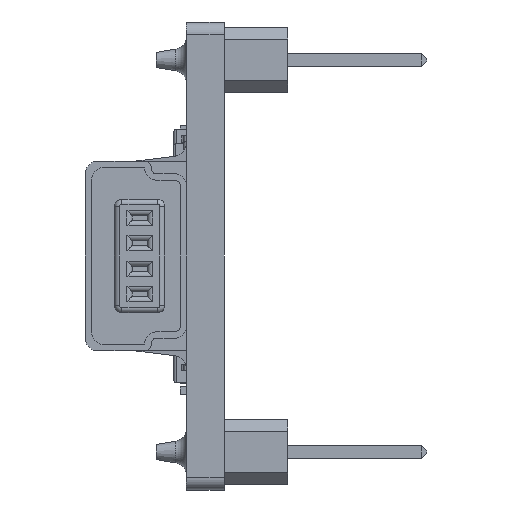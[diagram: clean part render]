
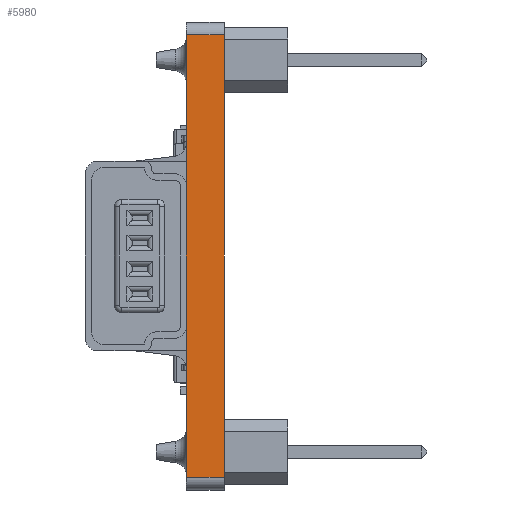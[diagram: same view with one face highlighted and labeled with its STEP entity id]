
A CAD part, left-side view. The second image highlights one B-rep face of the part: STEP entity #5980.
In plain terms, the highlighted planar face has unit normal (-1, 0, 0).
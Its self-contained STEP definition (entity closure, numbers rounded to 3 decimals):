
#145 = VERTEX_POINT ( 'NONE', #6693 ) ;
#703 = VERTEX_POINT ( 'NONE', #36176 ) ;
#1454 = EDGE_CURVE ( 'NONE', #31167, #2134, #7626, .T. ) ;
#1608 = ORIENTED_EDGE ( 'NONE', *, *, #31277, .F. ) ;
#1815 = VECTOR ( 'NONE', #29326, 1000. ) ;
#2134 = VERTEX_POINT ( 'NONE', #31441 ) ;
#3281 = LINE ( 'NONE', #29136, #24810 ) ;
#3301 = VECTOR ( 'NONE', #17231, 1000. ) ;
#3536 = VECTOR ( 'NONE', #33244, 1000. ) ;
#3715 = VECTOR ( 'NONE', #4720, 1000. ) ;
#4019 = LINE ( 'NONE', #26547, #1815 ) ;
#4720 = DIRECTION ( 'NONE',  ( 0., 0., 1. ) ) ;
#5116 = LINE ( 'NONE', #20106, #3301 ) ;
#5980 = ADVANCED_FACE ( 'NONE', ( #24508 ), #10446, .F. ) ;
#6693 = CARTESIAN_POINT ( 'NONE',  ( -22., 1.5, -2.85 ) ) ;
#7626 = LINE ( 'NONE', #20057, #21097 ) ;
#8100 = EDGE_CURVE ( 'NONE', #703, #33729, #4019, .T. ) ;
#8627 = DIRECTION ( 'NONE',  ( 0., 1., 0. ) ) ;
#8714 = CARTESIAN_POINT ( 'NONE',  ( -22., 1.5, 2.85 ) ) ;
#9423 = DIRECTION ( 'NONE',  ( 0., 0., 1. ) ) ;
#10395 = CARTESIAN_POINT ( 'NONE',  ( -22., 1.5, 9.25 ) ) ;
#10446 = PLANE ( 'NONE',  #23945 ) ;
#11568 = EDGE_CURVE ( 'NONE', #703, #145, #5116, .T. ) ;
#12261 = ORIENTED_EDGE ( 'NONE', *, *, #29153, .F. ) ;
#13200 = ORIENTED_EDGE ( 'NONE', *, *, #11568, .F. ) ;
#14845 = VERTEX_POINT ( 'NONE', #8714 ) ;
#15849 = CARTESIAN_POINT ( 'NONE',  ( -22., 1.5, 9.25 ) ) ;
#17231 = DIRECTION ( 'NONE',  ( 0., 0., 1. ) ) ;
#18716 = DIRECTION ( 'NONE',  ( 0., 0., -1. ) ) ;
#18801 = LINE ( 'NONE', #10395, #3536 ) ;
#18828 = ORIENTED_EDGE ( 'NONE', *, *, #1454, .T. ) ;
#18973 = ORIENTED_EDGE ( 'NONE', *, *, #8100, .T. ) ;
#19079 = DIRECTION ( 'NONE',  ( 1., 0., 0. ) ) ;
#20057 = CARTESIAN_POINT ( 'NONE',  ( -22., 1.5, 8.75 ) ) ;
#20106 = CARTESIAN_POINT ( 'NONE',  ( -22., 1.5, 9.25 ) ) ;
#21097 = VECTOR ( 'NONE', #8627, 1000. ) ;
#21748 = EDGE_CURVE ( 'NONE', #33729, #31167, #32472, .T. ) ;
#21840 = ORIENTED_EDGE ( 'NONE', *, *, #21748, .T. ) ;
#23945 = AXIS2_PLACEMENT_3D ( 'NONE', #15849, #19079, #18716 ) ;
#24508 = FACE_OUTER_BOUND ( 'NONE', #35528, .T. ) ;
#24810 = VECTOR ( 'NONE', #9423, 1000. ) ;
#26547 = CARTESIAN_POINT ( 'NONE',  ( -22., 1.5, -8.75 ) ) ;
#29136 = CARTESIAN_POINT ( 'NONE',  ( -22., 1.5, 9.25 ) ) ;
#29153 = EDGE_CURVE ( 'NONE', #14845, #2134, #3281, .T. ) ;
#29326 = DIRECTION ( 'NONE',  ( 0., -1., 0. ) ) ;
#30910 = CARTESIAN_POINT ( 'NONE',  ( -22., 0., -8.75 ) ) ;
#31167 = VERTEX_POINT ( 'NONE', #35141 ) ;
#31277 = EDGE_CURVE ( 'NONE', #145, #14845, #18801, .T. ) ;
#31441 = CARTESIAN_POINT ( 'NONE',  ( -22., 1.5, 8.75 ) ) ;
#32472 = LINE ( 'NONE', #33341, #3715 ) ;
#33244 = DIRECTION ( 'NONE',  ( 0., 0., 1. ) ) ;
#33341 = CARTESIAN_POINT ( 'NONE',  ( -22., 0., 9.25 ) ) ;
#33729 = VERTEX_POINT ( 'NONE', #30910 ) ;
#35141 = CARTESIAN_POINT ( 'NONE',  ( -22., 0., 8.75 ) ) ;
#35528 = EDGE_LOOP ( 'NONE', ( #13200, #18973, #21840, #18828, #12261, #1608 ) ) ;
#36176 = CARTESIAN_POINT ( 'NONE',  ( -22., 1.5, -8.75 ) ) ;
